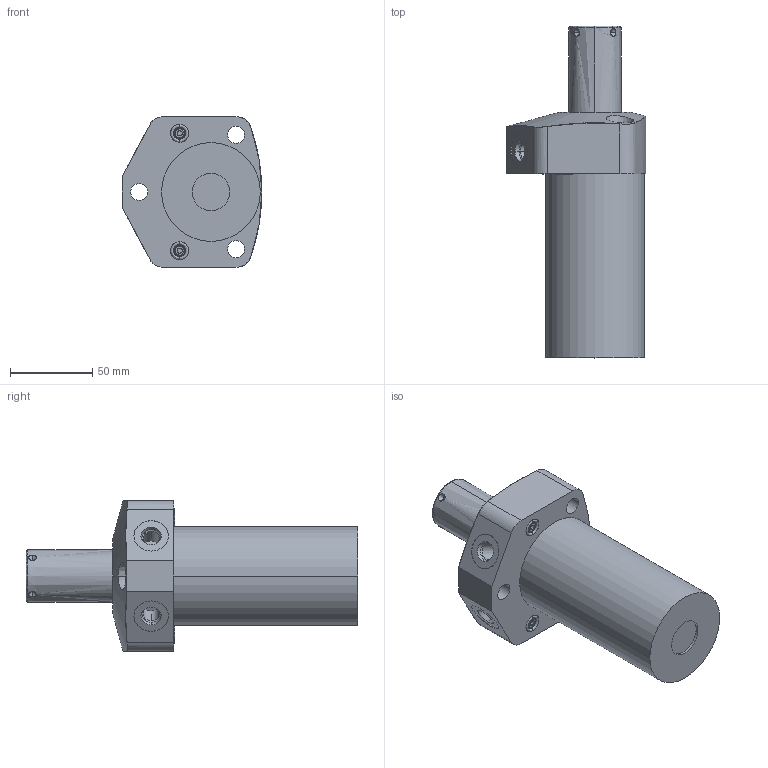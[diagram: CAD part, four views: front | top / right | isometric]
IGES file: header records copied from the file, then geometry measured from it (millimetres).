
Start section:  PTC IGES file: ilc15621800l.igs
Global section: file name: ilc15621800l.igs; native system: Creo Parametric by PTC Inc.; preprocessor: 2021164; author: rkuestersteffen; organization: Unknown; date: 20220121.134915; units: inch
Bounding box: 84.91 x 201.8 x 91.64 mm (x, y, z)
Surface area: 57978.6 mm2 (no closed solid volume)
Topology: 0 solids, 0 shells, 129 faces, 556 edges, 546 vertices
Faces by surface type: revolution 97, bspline 32
